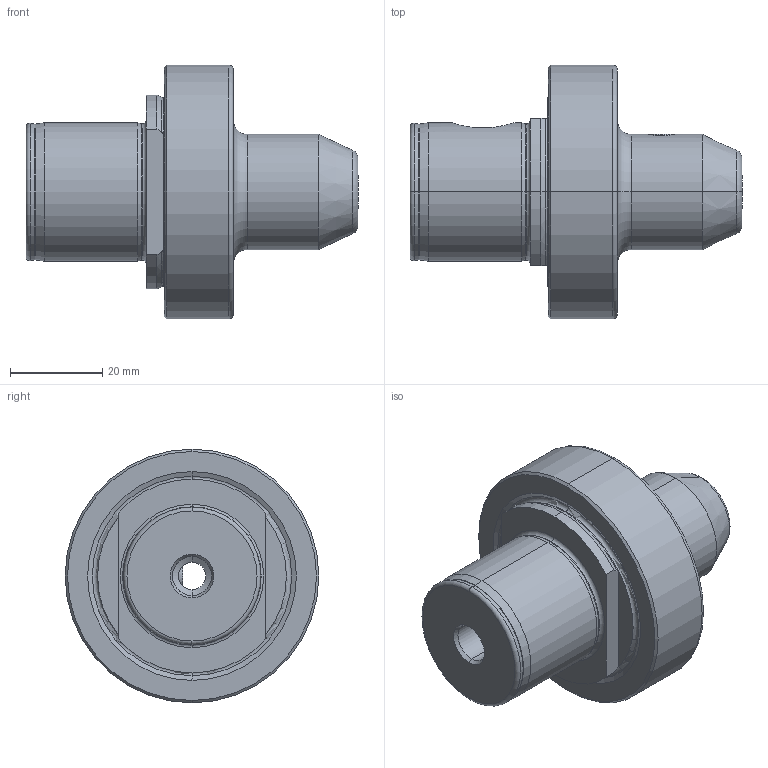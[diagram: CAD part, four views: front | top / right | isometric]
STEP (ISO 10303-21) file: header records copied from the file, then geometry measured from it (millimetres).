
FILE_DESCRIPTION (( 'STEP AP203' ), '1' );
FILE_NAME ('322.550.006.STEP', '2024-08-23T09:17:44', ( '' ), ( '' ), 'SwSTEP 2.0', 'SolidWorks 2022', '' );
FILE_SCHEMA (( 'CONFIG_CONTROL_DESIGN' ));
Length unit declared in the file: millimetre
Products named in the file (3): MB5-W06.K01.042_C; 322.550.006; W06-ER1.001.010
Assembly tree (2 placements, depth 2):
  322.550.006
    MB5-W06.K01.042_C
    W06-ER1.001.010
Bounding box: 72 x 55 x 55 mm (x, y, z)
Volume: 66978.2 mm3; surface area: 14024.9 mm2
Topology: 2 solids, 2 shells, 92 faces, 202 edges, 117 vertices
Faces by surface type: cone 29, torus 24, cylinder 19, plane 18, bspline 2
Entity records: 3211 total; most frequent: CARTESIAN_POINT 864, DIRECTION 472, ORIENTED_EDGE 400, AXIS2_PLACEMENT_3D 201, EDGE_CURVE 200, VERTEX_POINT 117, CIRCLE 106, EDGE_LOOP 103
